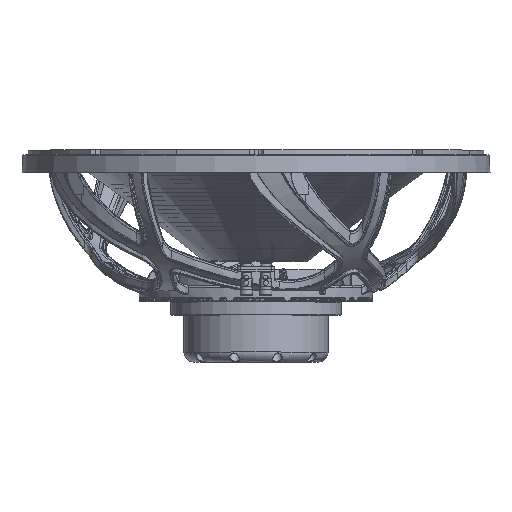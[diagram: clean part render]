
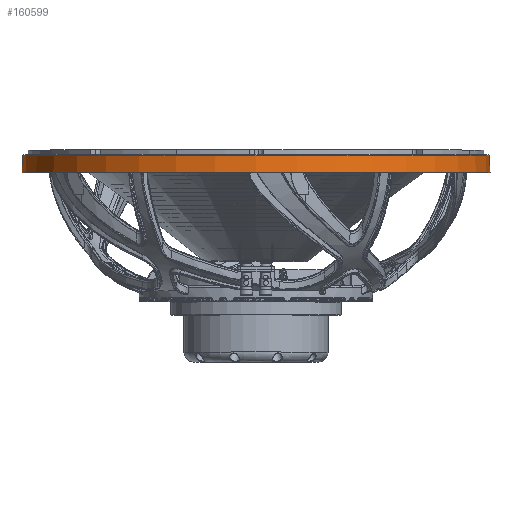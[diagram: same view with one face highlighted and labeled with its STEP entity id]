
A CAD part, top view. The second image highlights one B-rep face of the part: STEP entity #160599.
In plain terms, the highlighted conical face has half-angle 3 degrees and reference radius 233 mm.
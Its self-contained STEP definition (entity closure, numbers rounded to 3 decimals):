
#3805 = EDGE_LOOP ( 'NONE', ( #198391 ) ) ;
#18738 = DIRECTION ( 'NONE',  ( 0., 0., 1. ) ) ;
#20740 = CARTESIAN_POINT ( 'NONE',  ( 0., 189.5, 0. ) ) ;
#50836 = CARTESIAN_POINT ( 'NONE',  ( 0., 207.5, 0. ) ) ;
#53548 = CIRCLE ( 'NONE', #128987, 233.05 ) ;
#60149 = CIRCLE ( 'NONE', #151833, 233.943 ) ;
#74514 = EDGE_LOOP ( 'NONE', ( #190916 ) ) ;
#79865 = CONICAL_SURFACE ( 'NONE', #86438, 233., 0.052 ) ;
#82984 = VERTEX_POINT ( 'NONE', #159952 ) ;
#86438 = AXIS2_PLACEMENT_3D ( 'NONE', #50836, #175977, #160565 ) ;
#96541 = EDGE_CURVE ( 'NONE', #190004, #190004, #53548, .T. ) ;
#126481 = DIRECTION ( 'NONE',  ( 0., -1., 0. ) ) ;
#128987 = AXIS2_PLACEMENT_3D ( 'NONE', #139849, #157253, #18738 ) ;
#139849 = CARTESIAN_POINT ( 'NONE',  ( 0., 206.552, 0. ) ) ;
#144164 = FACE_BOUND ( 'NONE', #74514, .T. ) ;
#144794 = CARTESIAN_POINT ( 'NONE',  ( 0., 206.552, 233.05 ) ) ;
#145900 = DIRECTION ( 'NONE',  ( 0., 0., 1. ) ) ;
#151833 = AXIS2_PLACEMENT_3D ( 'NONE', #20740, #126481, #145900 ) ;
#157253 = DIRECTION ( 'NONE',  ( 0., -1., 0. ) ) ;
#159952 = CARTESIAN_POINT ( 'NONE',  ( 0., 189.5, 233.943 ) ) ;
#160565 = DIRECTION ( 'NONE',  ( 0., 0., -1. ) ) ;
#160599 = ADVANCED_FACE ( 'NONE', ( #144164, #161567 ), #79865, .T. ) ;
#161567 = FACE_OUTER_BOUND ( 'NONE', #3805, .T. ) ;
#175977 = DIRECTION ( 'NONE',  ( 0., -1., 0. ) ) ;
#190004 = VERTEX_POINT ( 'NONE', #144794 ) ;
#190916 = ORIENTED_EDGE ( 'NONE', *, *, #96541, .T. ) ;
#198391 = ORIENTED_EDGE ( 'NONE', *, *, #201859, .F. ) ;
#201859 = EDGE_CURVE ( 'NONE', #82984, #82984, #60149, .T. ) ;
